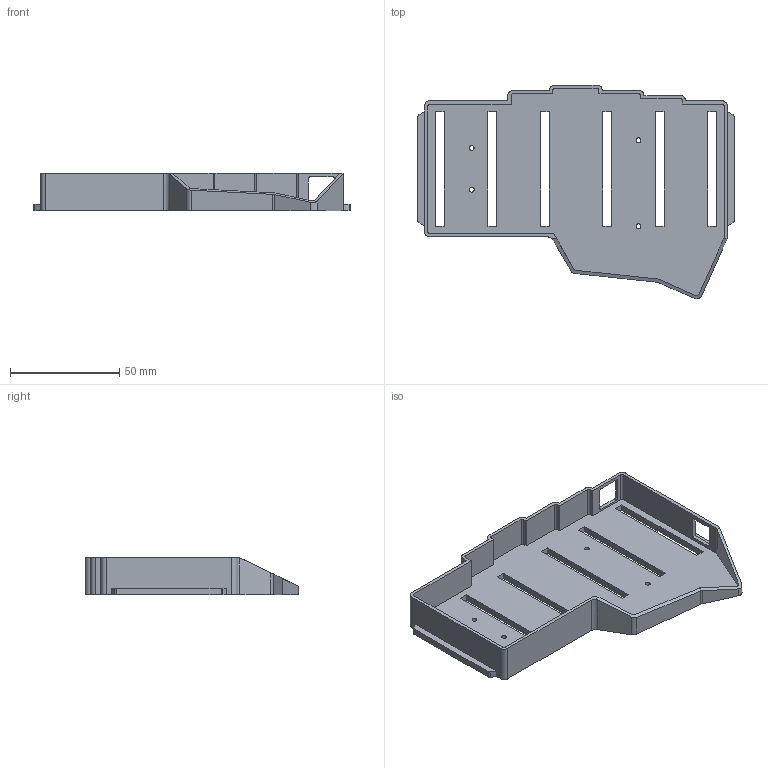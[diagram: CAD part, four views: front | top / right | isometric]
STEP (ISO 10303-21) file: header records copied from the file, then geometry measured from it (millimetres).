
FILE_DESCRIPTION(('FreeCAD Model'),'2;1');
FILE_NAME('Open CASCADE Shape Model','2024-05-16T18:49:25',('Author'),( ''),'Open CASCADE STEP processor 7.6','FreeCAD','Unknown');
FILE_SCHEMA(('AUTOMOTIVE_DESIGN { 1 0 10303 214 1 1 1 1 }'));
Length unit declared in the file: millimetre
Products named in the file (1): Case_Left (Mirror #1)
Bounding box: 144.4 x 97.62 x 17 mm (x, y, z)
Volume: 36012.5 mm3; surface area: 32620.4 mm2
Topology: 1 solids, 1 shells, 115 faces, 334 edges, 221 vertices
Faces by surface type: plane 78, cylinder 37
Full cylindrical faces by diameter (mm): 2.2 x4
Entity records: 3853 total; most frequent: CARTESIAN_POINT 671, ORIENTED_EDGE 668, DIRECTION 641, EDGE_CURVE 334, LINE 259, VECTOR 259, VERTEX_POINT 221, AXIS2_PLACEMENT_3D 191
